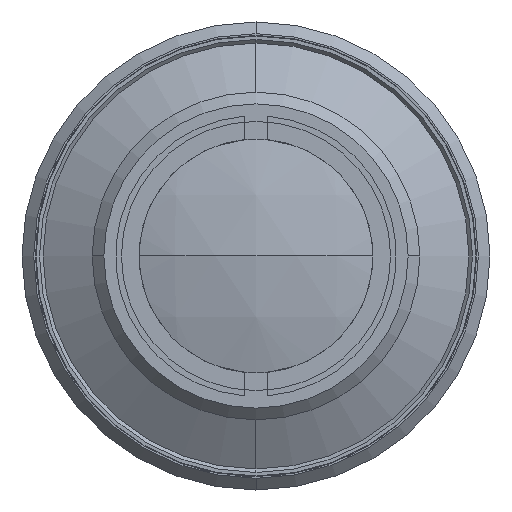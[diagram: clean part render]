
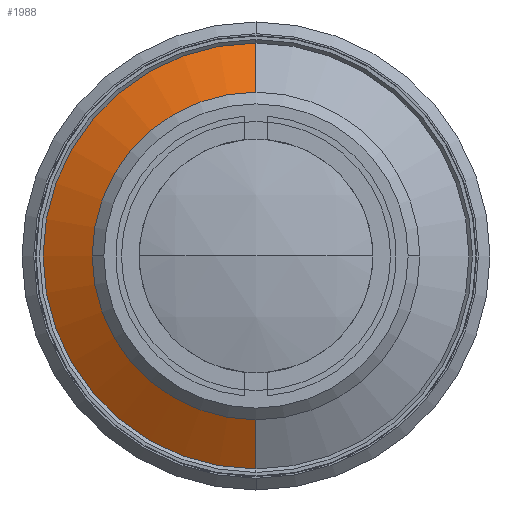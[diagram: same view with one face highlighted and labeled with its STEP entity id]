
A CAD part, left-side view. The second image highlights one B-rep face of the part: STEP entity #1988.
In plain terms, the highlighted conical face has half-angle 60.05 degrees and reference radius 14 mm.
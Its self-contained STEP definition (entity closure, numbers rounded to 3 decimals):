
#106 = CARTESIAN_POINT ( 'NONE',  ( 39.99, 0., 0. ) ) ;
#174 = CARTESIAN_POINT ( 'NONE',  ( 42.41, 0., 18.2 ) ) ;
#227 = DIRECTION ( 'NONE',  ( 1., 0., 0. ) ) ;
#297 = DIRECTION ( 'NONE',  ( 0., 0., -1. ) ) ;
#407 = ORIENTED_EDGE ( 'NONE', *, *, #1428, .T. ) ;
#433 = AXIS2_PLACEMENT_3D ( 'NONE', #106, #901, #297 ) ;
#472 = CIRCLE ( 'NONE', #433, 14. ) ;
#611 = CARTESIAN_POINT ( 'NONE',  ( 39.99, 0., -14. ) ) ;
#720 = LINE ( 'NONE', #995, #1657 ) ;
#732 = CARTESIAN_POINT ( 'NONE',  ( 42.41, 0., 0. ) ) ;
#801 = CIRCLE ( 'NONE', #2219, 18.2 ) ;
#818 = EDGE_CURVE ( 'NONE', #885, #1177, #994, .T. ) ;
#885 = VERTEX_POINT ( 'NONE', #611 ) ;
#901 = DIRECTION ( 'NONE',  ( 1., 0., 0. ) ) ;
#906 = DIRECTION ( 'NONE',  ( 0., 0., -1. ) ) ;
#912 = VECTOR ( 'NONE', #1198, 1000. ) ;
#994 = LINE ( 'NONE', #2384, #912 ) ;
#995 = CARTESIAN_POINT ( 'NONE',  ( 39.99, 0., 14. ) ) ;
#1177 = VERTEX_POINT ( 'NONE', #2378 ) ;
#1198 = DIRECTION ( 'NONE',  ( 0.499, 0., -0.866 ) ) ;
#1333 = AXIS2_PLACEMENT_3D ( 'NONE', #2449, #2480, #906 ) ;
#1388 = EDGE_CURVE ( 'NONE', #1177, #2458, #801, .T. ) ;
#1428 = EDGE_CURVE ( 'NONE', #1438, #2458, #720, .T. ) ;
#1438 = VERTEX_POINT ( 'NONE', #1775 ) ;
#1514 = DIRECTION ( 'NONE',  ( 0., 0., -1. ) ) ;
#1636 = EDGE_CURVE ( 'NONE', #885, #1438, #472, .T. ) ;
#1657 = VECTOR ( 'NONE', #2095, 1000. ) ;
#1775 = CARTESIAN_POINT ( 'NONE',  ( 39.99, 0., 14. ) ) ;
#1963 = ORIENTED_EDGE ( 'NONE', *, *, #1388, .F. ) ;
#1980 = ORIENTED_EDGE ( 'NONE', *, *, #1636, .T. ) ;
#1988 = ADVANCED_FACE ( 'NONE', ( #2504 ), #2144, .T. ) ;
#2037 = ORIENTED_EDGE ( 'NONE', *, *, #818, .F. ) ;
#2095 = DIRECTION ( 'NONE',  ( 0.499, 0., 0.866 ) ) ;
#2144 = CONICAL_SURFACE ( 'NONE', #1333, 14., 1.048 ) ;
#2219 = AXIS2_PLACEMENT_3D ( 'NONE', #732, #227, #1514 ) ;
#2378 = CARTESIAN_POINT ( 'NONE',  ( 42.41, 0., -18.2 ) ) ;
#2384 = CARTESIAN_POINT ( 'NONE',  ( 39.99, 0., -14. ) ) ;
#2449 = CARTESIAN_POINT ( 'NONE',  ( 39.99, 0., 0. ) ) ;
#2458 = VERTEX_POINT ( 'NONE', #174 ) ;
#2480 = DIRECTION ( 'NONE',  ( 1., 0., 0. ) ) ;
#2501 = EDGE_LOOP ( 'NONE', ( #1980, #407, #1963, #2037 ) ) ;
#2504 = FACE_OUTER_BOUND ( 'NONE', #2501, .T. ) ;
